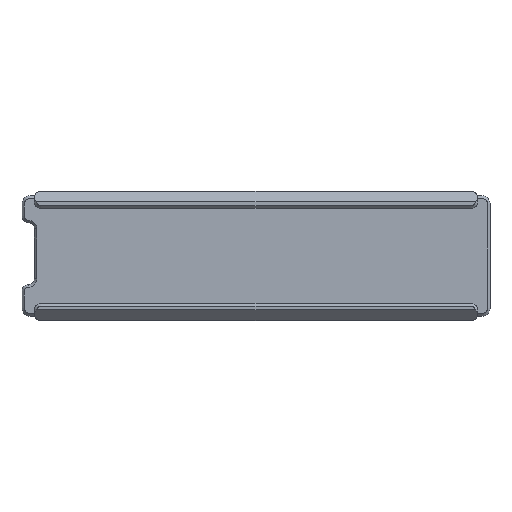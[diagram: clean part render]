
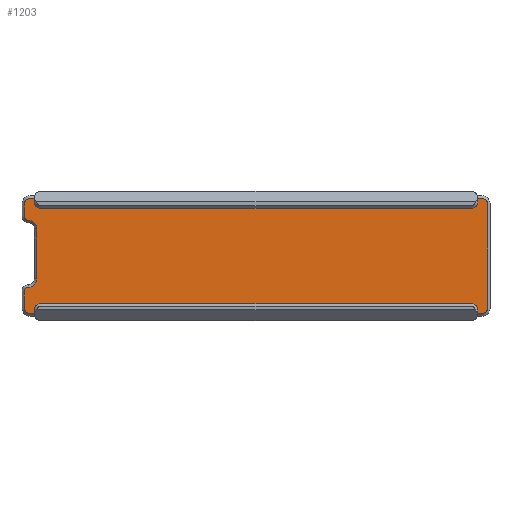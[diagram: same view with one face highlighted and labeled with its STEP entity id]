
A CAD part, top view. The second image highlights one B-rep face of the part: STEP entity #1203.
In plain terms, the highlighted planar face has unit normal (0, 0, 1).
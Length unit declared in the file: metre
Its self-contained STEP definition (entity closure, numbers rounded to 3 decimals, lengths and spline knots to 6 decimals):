
#68=CIRCLE('',#1291,0.00045);
#69=CIRCLE('',#1292,0.00045);
#70=CIRCLE('',#1293,0.0005);
#71=CIRCLE('',#1294,0.0005);
#72=CIRCLE('',#1295,0.00045);
#73=CIRCLE('',#1296,0.0003);
#74=CIRCLE('',#1297,0.0007);
#75=CIRCLE('',#1298,0.0007);
#76=CIRCLE('',#1299,0.0003);
#77=CIRCLE('',#1300,0.00045);
#78=CIRCLE('',#1301,0.0005);
#79=CIRCLE('',#1302,0.0005);
#116=ORIENTED_EDGE('',*,*,#484,.T.);
#117=ORIENTED_EDGE('',*,*,#485,.T.);
#118=ORIENTED_EDGE('',*,*,#486,.T.);
#119=ORIENTED_EDGE('',*,*,#487,.T.);
#120=ORIENTED_EDGE('',*,*,#488,.T.);
#121=ORIENTED_EDGE('',*,*,#489,.T.);
#122=ORIENTED_EDGE('',*,*,#490,.T.);
#123=ORIENTED_EDGE('',*,*,#491,.T.);
#124=ORIENTED_EDGE('',*,*,#492,.T.);
#125=ORIENTED_EDGE('',*,*,#493,.T.);
#126=ORIENTED_EDGE('',*,*,#494,.T.);
#127=ORIENTED_EDGE('',*,*,#495,.T.);
#128=ORIENTED_EDGE('',*,*,#496,.T.);
#129=ORIENTED_EDGE('',*,*,#497,.T.);
#130=ORIENTED_EDGE('',*,*,#498,.T.);
#131=ORIENTED_EDGE('',*,*,#499,.T.);
#132=ORIENTED_EDGE('',*,*,#500,.T.);
#133=ORIENTED_EDGE('',*,*,#501,.T.);
#134=ORIENTED_EDGE('',*,*,#502,.T.);
#135=ORIENTED_EDGE('',*,*,#503,.T.);
#136=ORIENTED_EDGE('',*,*,#504,.T.);
#137=ORIENTED_EDGE('',*,*,#505,.T.);
#138=ORIENTED_EDGE('',*,*,#506,.T.);
#139=ORIENTED_EDGE('',*,*,#507,.T.);
#140=ORIENTED_EDGE('',*,*,#508,.T.);
#141=ORIENTED_EDGE('',*,*,#509,.T.);
#484=EDGE_CURVE('',#668,#669,#780,.T.);
#485=EDGE_CURVE('',#669,#670,#781,.T.);
#486=EDGE_CURVE('',#670,#671,#68,.T.);
#487=EDGE_CURVE('',#671,#672,#782,.T.);
#488=EDGE_CURVE('',#672,#673,#69,.T.);
#489=EDGE_CURVE('',#673,#674,#783,.T.);
#490=EDGE_CURVE('',#674,#675,#784,.T.);
#491=EDGE_CURVE('',#675,#676,#70,.F.);
#492=EDGE_CURVE('',#676,#677,#785,.T.);
#493=EDGE_CURVE('',#677,#678,#71,.F.);
#494=EDGE_CURVE('',#678,#679,#786,.T.);
#495=EDGE_CURVE('',#679,#680,#787,.T.);
#496=EDGE_CURVE('',#680,#681,#72,.T.);
#497=EDGE_CURVE('',#681,#682,#788,.T.);
#498=EDGE_CURVE('',#682,#683,#73,.T.);
#499=EDGE_CURVE('',#683,#684,#74,.F.);
#500=EDGE_CURVE('',#684,#685,#789,.T.);
#501=EDGE_CURVE('',#685,#686,#75,.F.);
#502=EDGE_CURVE('',#686,#687,#76,.T.);
#503=EDGE_CURVE('',#687,#688,#790,.T.);
#504=EDGE_CURVE('',#688,#689,#77,.T.);
#505=EDGE_CURVE('',#689,#690,#791,.T.);
#506=EDGE_CURVE('',#690,#691,#792,.T.);
#507=EDGE_CURVE('',#691,#692,#78,.F.);
#508=EDGE_CURVE('',#692,#693,#793,.T.);
#509=EDGE_CURVE('',#693,#668,#79,.F.);
#668=VERTEX_POINT('',#1813);
#669=VERTEX_POINT('',#1814);
#670=VERTEX_POINT('',#1816);
#671=VERTEX_POINT('',#1818);
#672=VERTEX_POINT('',#1820);
#673=VERTEX_POINT('',#1822);
#674=VERTEX_POINT('',#1824);
#675=VERTEX_POINT('',#1826);
#676=VERTEX_POINT('',#1828);
#677=VERTEX_POINT('',#1830);
#678=VERTEX_POINT('',#1832);
#679=VERTEX_POINT('',#1834);
#680=VERTEX_POINT('',#1836);
#681=VERTEX_POINT('',#1838);
#682=VERTEX_POINT('',#1840);
#683=VERTEX_POINT('',#1842);
#684=VERTEX_POINT('',#1844);
#685=VERTEX_POINT('',#1846);
#686=VERTEX_POINT('',#1848);
#687=VERTEX_POINT('',#1850);
#688=VERTEX_POINT('',#1852);
#689=VERTEX_POINT('',#1854);
#690=VERTEX_POINT('',#1856);
#691=VERTEX_POINT('',#1858);
#692=VERTEX_POINT('',#1860);
#693=VERTEX_POINT('',#1862);
#780=LINE('',#1812,#900);
#781=LINE('',#1815,#901);
#782=LINE('',#1819,#902);
#783=LINE('',#1823,#903);
#784=LINE('',#1825,#904);
#785=LINE('',#1829,#905);
#786=LINE('',#1833,#906);
#787=LINE('',#1835,#907);
#788=LINE('',#1839,#908);
#789=LINE('',#1845,#909);
#790=LINE('',#1851,#910);
#791=LINE('',#1855,#911);
#792=LINE('',#1857,#912);
#793=LINE('',#1861,#913);
#900=VECTOR('',#1429,1.);
#901=VECTOR('',#1430,1.);
#902=VECTOR('',#1433,1.);
#903=VECTOR('',#1436,1.);
#904=VECTOR('',#1437,1.);
#905=VECTOR('',#1440,1.);
#906=VECTOR('',#1443,1.);
#907=VECTOR('',#1444,1.);
#908=VECTOR('',#1447,1.);
#909=VECTOR('',#1452,1.);
#910=VECTOR('',#1457,1.);
#911=VECTOR('',#1460,1.);
#912=VECTOR('',#1461,1.);
#913=VECTOR('',#1464,1.);
#1017=EDGE_LOOP('',(#116,#117,#118,#119,#120,#121,#122,#123,#124,#125,#126,
#127,#128,#129,#130,#131,#132,#133,#134,#135,#136,#137,#138,#139,#140,#141));
#1091=FACE_BOUND('',#1017,.T.);
#1165=PLANE('',#1290);
#1203=ADVANCED_FACE('',(#1091),#1165,.T.);
#1290=AXIS2_PLACEMENT_3D('',#1811,#1427,#1428);
#1291=AXIS2_PLACEMENT_3D('',#1817,#1431,#1432);
#1292=AXIS2_PLACEMENT_3D('',#1821,#1434,#1435);
#1293=AXIS2_PLACEMENT_3D('',#1827,#1438,#1439);
#1294=AXIS2_PLACEMENT_3D('',#1831,#1441,#1442);
#1295=AXIS2_PLACEMENT_3D('',#1837,#1445,#1446);
#1296=AXIS2_PLACEMENT_3D('',#1841,#1448,#1449);
#1297=AXIS2_PLACEMENT_3D('',#1843,#1450,#1451);
#1298=AXIS2_PLACEMENT_3D('',#1847,#1453,#1454);
#1299=AXIS2_PLACEMENT_3D('',#1849,#1455,#1456);
#1300=AXIS2_PLACEMENT_3D('',#1853,#1458,#1459);
#1301=AXIS2_PLACEMENT_3D('',#1859,#1462,#1463);
#1302=AXIS2_PLACEMENT_3D('',#1863,#1465,#1466);
#1427=DIRECTION('',(0.,0.,1.));
#1428=DIRECTION('',(0.,-1.,0.));
#1429=DIRECTION('',(0.,-1.,0.));
#1430=DIRECTION('',(1.,0.,0.));
#1431=DIRECTION('',(0.,0.,1.));
#1432=DIRECTION('',(0.,-1.,0.));
#1433=DIRECTION('',(0.,1.,0.));
#1434=DIRECTION('',(0.,0.,1.));
#1435=DIRECTION('',(0.,-1.,0.));
#1436=DIRECTION('',(-1.,0.,0.));
#1437=DIRECTION('',(0.,-1.,0.));
#1438=DIRECTION('',(0.,0.,1.));
#1439=DIRECTION('',(0.,-1.,0.));
#1440=DIRECTION('',(-1.,0.,0.));
#1441=DIRECTION('',(0.,0.,1.));
#1442=DIRECTION('',(0.,-1.,0.));
#1443=DIRECTION('',(0.,1.,0.));
#1444=DIRECTION('',(-1.,0.,0.));
#1445=DIRECTION('',(0.,0.,1.));
#1446=DIRECTION('',(0.,-1.,0.));
#1447=DIRECTION('',(0.,-1.,0.));
#1448=DIRECTION('',(0.,0.,1.));
#1449=DIRECTION('',(0.,-1.,0.));
#1450=DIRECTION('',(0.,0.,1.));
#1451=DIRECTION('',(0.,-1.,0.));
#1452=DIRECTION('',(0.,-1.,0.));
#1453=DIRECTION('',(0.,0.,1.));
#1454=DIRECTION('',(0.,-1.,0.));
#1455=DIRECTION('',(0.,0.,1.));
#1456=DIRECTION('',(0.,-1.,0.));
#1457=DIRECTION('',(0.,-1.,0.));
#1458=DIRECTION('',(0.,0.,1.));
#1459=DIRECTION('',(0.,-1.,0.));
#1460=DIRECTION('',(1.,0.,0.));
#1461=DIRECTION('',(0.,1.,0.));
#1462=DIRECTION('',(0.,0.,1.));
#1463=DIRECTION('',(0.,-1.,0.));
#1464=DIRECTION('',(1.,0.,0.));
#1465=DIRECTION('',(0.,0.,1.));
#1466=DIRECTION('',(0.,-1.,0.));
#1811=CARTESIAN_POINT('',(-0.0182,-0.00025,-0.00345));
#1812=CARTESIAN_POINT('',(0.01785,-0.00025,-0.00345));
#1813=CARTESIAN_POINT('',(0.01785,-0.0088,-0.00345));
#1814=CARTESIAN_POINT('',(0.01785,-0.0091,-0.00345));
#1815=CARTESIAN_POINT('',(0.0182,-0.0091,-0.00345));
#1816=CARTESIAN_POINT('',(0.0182,-0.0091,-0.00345));
#1817=CARTESIAN_POINT('',(0.0182,-0.00865,-0.00345));
#1818=CARTESIAN_POINT('',(0.01865,-0.00865,-0.00345));
#1819=CARTESIAN_POINT('',(0.01865,-0.00025,-0.00345));
#1820=CARTESIAN_POINT('',(0.01865,-0.00025,-0.00345));
#1821=CARTESIAN_POINT('',(0.0182,-0.00025,-0.00345));
#1822=CARTESIAN_POINT('',(0.0182,0.0002,-0.00345));
#1823=CARTESIAN_POINT('',(0.017827,0.0002,-0.00345));
#1824=CARTESIAN_POINT('',(0.01785,0.0002,-0.00345));
#1825=CARTESIAN_POINT('',(0.01785,-0.00025,-0.00345));
#1826=CARTESIAN_POINT('',(0.01785,-0.0001,-0.00345));
#1827=CARTESIAN_POINT('',(0.01735,-0.0001,-0.00345));
#1828=CARTESIAN_POINT('',(0.01735,-0.0006,-0.00345));
#1829=CARTESIAN_POINT('',(-0.0182,-0.0006,-0.00345));
#1830=CARTESIAN_POINT('',(-0.01735,-0.0006,-0.00345));
#1831=CARTESIAN_POINT('',(-0.01735,-0.0001,-0.00345));
#1832=CARTESIAN_POINT('',(-0.01785,-0.0001,-0.00345));
#1833=CARTESIAN_POINT('',(-0.01785,-0.00025,-0.00345));
#1834=CARTESIAN_POINT('',(-0.01785,0.0002,-0.00345));
#1835=CARTESIAN_POINT('',(-0.0182,0.0002,-0.00345));
#1836=CARTESIAN_POINT('',(-0.0182,0.0002,-0.00345));
#1837=CARTESIAN_POINT('',(-0.0182,-0.00025,-0.00345));
#1838=CARTESIAN_POINT('',(-0.01865,-0.00025,-0.00345));
#1839=CARTESIAN_POINT('',(-0.01865,-0.001263,-0.00345));
#1840=CARTESIAN_POINT('',(-0.01865,-0.001263,-0.00345));
#1841=CARTESIAN_POINT('',(-0.01835,-0.001263,-0.00345));
#1842=CARTESIAN_POINT('',(-0.01835,-0.001563,-0.00345));
#1843=CARTESIAN_POINT('',(-0.01835,-0.002263,-0.00345));
#1844=CARTESIAN_POINT('',(-0.01765,-0.002263,-0.00345));
#1845=CARTESIAN_POINT('',(-0.01765,-0.006263,-0.00345));
#1846=CARTESIAN_POINT('',(-0.01765,-0.006263,-0.00345));
#1847=CARTESIAN_POINT('',(-0.01835,-0.006263,-0.00345));
#1848=CARTESIAN_POINT('',(-0.01835,-0.006963,-0.00345));
#1849=CARTESIAN_POINT('',(-0.01835,-0.007263,-0.00345));
#1850=CARTESIAN_POINT('',(-0.01865,-0.007263,-0.00345));
#1851=CARTESIAN_POINT('',(-0.01865,-0.00865,-0.00345));
#1852=CARTESIAN_POINT('',(-0.01865,-0.00865,-0.00345));
#1853=CARTESIAN_POINT('',(-0.0182,-0.00865,-0.00345));
#1854=CARTESIAN_POINT('',(-0.0182,-0.0091,-0.00345));
#1855=CARTESIAN_POINT('',(-0.017827,-0.0091,-0.00345));
#1856=CARTESIAN_POINT('',(-0.01785,-0.0091,-0.00345));
#1857=CARTESIAN_POINT('',(-0.01785,-0.00025,-0.00345));
#1858=CARTESIAN_POINT('',(-0.01785,-0.0088,-0.00345));
#1859=CARTESIAN_POINT('',(-0.01735,-0.0088,-0.00345));
#1860=CARTESIAN_POINT('',(-0.01735,-0.0083,-0.00345));
#1861=CARTESIAN_POINT('',(-0.0182,-0.0083,-0.00345));
#1862=CARTESIAN_POINT('',(0.01735,-0.0083,-0.00345));
#1863=CARTESIAN_POINT('',(0.01735,-0.0088,-0.00345));
